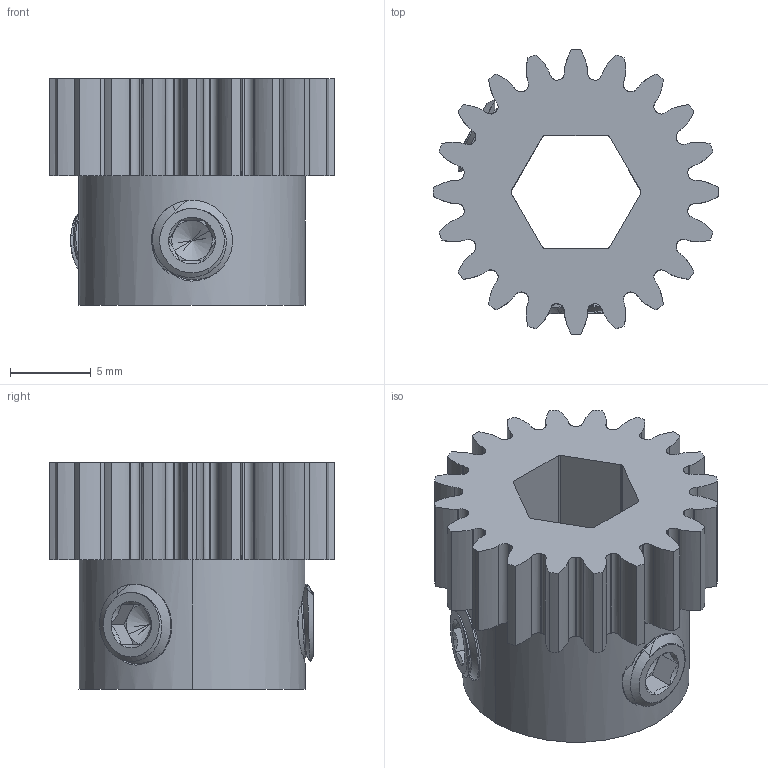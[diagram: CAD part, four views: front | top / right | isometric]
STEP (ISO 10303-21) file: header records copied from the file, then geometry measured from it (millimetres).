
FILE_DESCRIPTION (( 'STEP AP203' ), '1' );
FILE_NAME ('2303-4008-0020 assembly.STEP', '2019-09-10T19:11:00', ( '' ), ( '' ), 'SwSTEP 2.0', 'SolidWorks 2016', '' );
FILE_SCHEMA (( 'CONFIG_CONTROL_DESIGN' ));
Length unit declared in the file: millimetre
Products named in the file (3): 2806-0005-0004_91390A117; 2303-4008-0020 assembly; 2303-4008-0020
Assembly tree (3 placements, depth 2):
  2303-4008-0020 assembly
    2303-4008-0020
    2806-0005-0004_91390A117  x2
Bounding box: 17.6 x 17.6 x 14 mm (x, y, z)
Volume: 1808.6 mm3; surface area: 1924.9 mm2
Topology: 3 solids, 3 shells, 324 faces, 914 edges, 590 vertices
Faces by surface type: bspline 98, plane 96, cylinder 92, cone 38
Entity records: 18026 total; most frequent: CARTESIAN_POINT 11214, ORIENTED_EDGE 1632, DIRECTION 992, EDGE_CURVE 816, VERTEX_POINT 537, LINE 346, VECTOR 346, AXIS2_PLACEMENT_3D 323
